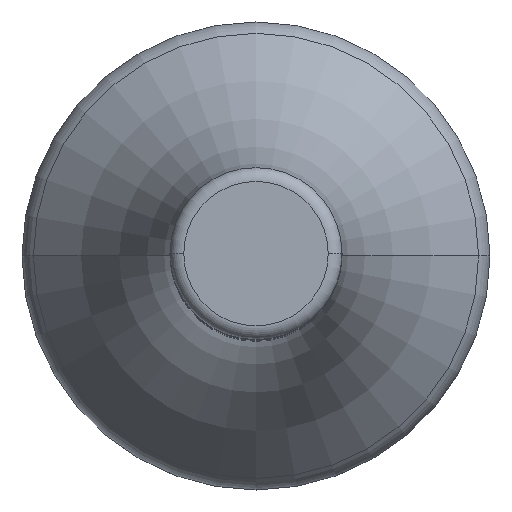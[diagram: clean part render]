
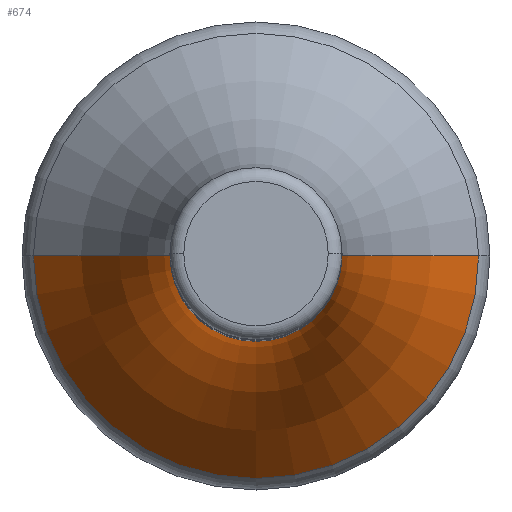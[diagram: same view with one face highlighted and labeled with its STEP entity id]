
A CAD part, top view. The second image highlights one B-rep face of the part: STEP entity #674.
In plain terms, the highlighted toroidal (fillet/blend) face has major radius 10.706 mm and minor radius 9.119 mm.
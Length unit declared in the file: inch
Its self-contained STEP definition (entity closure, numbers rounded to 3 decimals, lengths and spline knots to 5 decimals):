
#189=CARTESIAN_POINT('',(-0.4215,0.,-0.71382));
#190=DIRECTION('',(0.,1.,0.));
#191=DIRECTION('',(1.,0.,0.));
#192=AXIS2_PLACEMENT_3D('',#189,#190,#191);
#194=CARTESIAN_POINT('',(0.,0.,-0.71382));
#195=DIRECTION('',(0.,0.,-1.));
#196=DIRECTION('',(1.,0.,0.));
#197=AXIS2_PLACEMENT_3D('',#194,#195,#196);
#199=CARTESIAN_POINT('',(0.4215,0.,-0.71382));
#200=DIRECTION('',(0.,-1.,0.));
#201=DIRECTION('',(-1.,0.,0.));
#202=AXIS2_PLACEMENT_3D('',#199,#200,#201);
#209=CARTESIAN_POINT('',(0.,0.,-0.96159));
#210=DIRECTION('',(0.,0.,-1.));
#211=DIRECTION('',(1.,0.,0.));
#212=AXIS2_PLACEMENT_3D('',#209,#210,#211);
#422=CARTESIAN_POINT('',(0.0625,0.,-0.71382));
#423=CARTESIAN_POINT('',(-0.0625,0.,-0.71382));
#424=VERTEX_POINT('',#422);
#425=VERTEX_POINT('',#423);
#438=CARTESIAN_POINT('',(0.16171,0.,
-0.96159));
#439=CARTESIAN_POINT('',(-0.16171,0.,
-0.96159));
#440=VERTEX_POINT('',#438);
#441=VERTEX_POINT('',#439);
#660=CARTESIAN_POINT('',(0.,0.,-0.71382));
#661=DIRECTION('',(0.,0.,1.));
#662=DIRECTION('',(-1.,0.,0.));
#663=AXIS2_PLACEMENT_3D('',#660,#661,#662);
#664=TOROIDAL_SURFACE('',#663,0.4215,0.359);
#666=ORIENTED_EDGE('',*,*,#665,.T.);
#668=ORIENTED_EDGE('',*,*,#667,.F.);
#669=ORIENTED_EDGE('',*,*,#620,.F.);
#671=ORIENTED_EDGE('',*,*,#670,.T.);
#672=EDGE_LOOP('',(#666,#668,#669,#671));
#673=FACE_OUTER_BOUND('',#672,.F.);
#674=ADVANCED_FACE('',(#673),#664,.F.);
#193=CIRCLE('',#192,0.359);
#198=CIRCLE('',#197,0.0625);
#203=CIRCLE('',#202,0.359);
#213=CIRCLE('',#212,0.16171);
#620=EDGE_CURVE('',#424,#425,#198,.T.);
#665=EDGE_CURVE('',#440,#441,#213,.T.);
#667=EDGE_CURVE('',#425,#441,#193,.T.);
#670=EDGE_CURVE('',#424,#440,#203,.T.);
